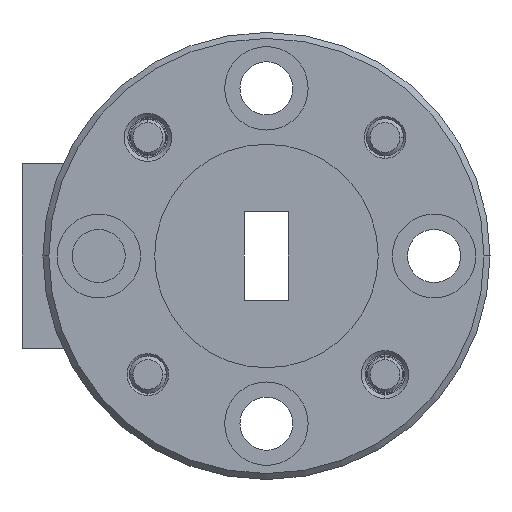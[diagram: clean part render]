
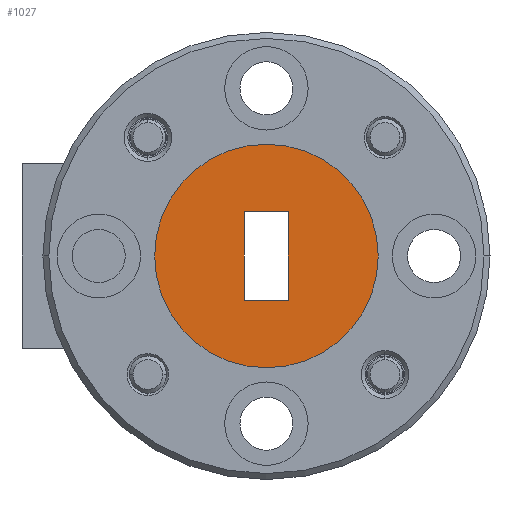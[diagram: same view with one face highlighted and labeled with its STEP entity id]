
A CAD part, left-side view. The second image highlights one B-rep face of the part: STEP entity #1027.
In plain terms, the highlighted planar face has unit normal (-1, 0, 0).
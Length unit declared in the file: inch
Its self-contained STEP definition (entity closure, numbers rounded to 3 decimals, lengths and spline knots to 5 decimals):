
#17 = DIRECTION ( 'NONE',  ( 0., -1., 0. ) ) ;
#66 = CIRCLE ( 'NONE', #3709, 0.1875 ) ;
#124 = ORIENTED_EDGE ( 'NONE', *, *, #3512, .F. ) ;
#350 = CARTESIAN_POINT ( 'NONE',  ( -2.84113, 0.83239, 0.28735 ) ) ;
#401 = VECTOR ( 'NONE', #17, 39.37008 ) ;
#454 = EDGE_CURVE ( 'NONE', #2931, #2394, #1305, .T. ) ;
#599 = CARTESIAN_POINT ( 'NONE',  ( -2.84113, 0.83239, 0.36135 ) ) ;
#664 = LINE ( 'NONE', #2451, #834 ) ;
#732 = CARTESIAN_POINT ( 'NONE',  ( -2.84113, 0.79539, 0.28735 ) ) ;
#834 = VECTOR ( 'NONE', #2190, 39.37008 ) ;
#849 = ORIENTED_EDGE ( 'NONE', *, *, #3974, .T. ) ;
#982 = CARTESIAN_POINT ( 'NONE',  ( -2.84113, 0.75839, 0.36135 ) ) ;
#1027 = ADVANCED_FACE ( 'NONE', ( #3958, #1838 ), #2404, .T. ) ;
#1078 = VERTEX_POINT ( 'NONE', #2746 ) ;
#1127 = DIRECTION ( 'NONE',  ( 0., 1., 0. ) ) ;
#1305 = LINE ( 'NONE', #2379, #401 ) ;
#1393 = EDGE_CURVE ( 'NONE', #1078, #2425, #664, .T. ) ;
#1395 = CARTESIAN_POINT ( 'NONE',  ( -2.84113, 0.79539, 0.28735 ) ) ;
#1471 = DIRECTION ( 'NONE',  ( 1., 0., 0. ) ) ;
#1765 = VERTEX_POINT ( 'NONE', #2737 ) ;
#1838 = FACE_OUTER_BOUND ( 'NONE', #4074, .T. ) ;
#1943 = ORIENTED_EDGE ( 'NONE', *, *, #3025, .T. ) ;
#1963 = CARTESIAN_POINT ( 'NONE',  ( -2.84113, 0.75839, 0.28735 ) ) ;
#2047 = ORIENTED_EDGE ( 'NONE', *, *, #2552, .F. ) ;
#2072 = AXIS2_PLACEMENT_3D ( 'NONE', #732, #2431, #2447 ) ;
#2078 = DIRECTION ( 'NONE',  ( 1., 0., 0. ) ) ;
#2190 = DIRECTION ( 'NONE',  ( 0., 1., 0. ) ) ;
#2379 = CARTESIAN_POINT ( 'NONE',  ( -2.84113, 0.79539, 0.36135 ) ) ;
#2394 = VERTEX_POINT ( 'NONE', #982 ) ;
#2404 = PLANE ( 'NONE',  #2072 ) ;
#2425 = VERTEX_POINT ( 'NONE', #2475 ) ;
#2431 = DIRECTION ( 'NONE',  ( -1., 0., 0. ) ) ;
#2436 = CARTESIAN_POINT ( 'NONE',  ( -2.84113, 0.60789, 0.28735 ) ) ;
#2441 = DIRECTION ( 'NONE',  ( 0., 1., 0. ) ) ;
#2447 = DIRECTION ( 'NONE',  ( 0., -1., 0. ) ) ;
#2451 = CARTESIAN_POINT ( 'NONE',  ( -2.84113, 0.79539, 0.21335 ) ) ;
#2475 = CARTESIAN_POINT ( 'NONE',  ( -2.84113, 0.83239, 0.21335 ) ) ;
#2552 = EDGE_CURVE ( 'NONE', #1765, #4146, #2895, .T. ) ;
#2710 = VECTOR ( 'NONE', #3427, 39.37008 ) ;
#2737 = CARTESIAN_POINT ( 'NONE',  ( -2.84113, 0.98289, 0.28735 ) ) ;
#2746 = CARTESIAN_POINT ( 'NONE',  ( -2.84113, 0.75839, 0.21335 ) ) ;
#2825 = CARTESIAN_POINT ( 'NONE',  ( -2.84113, 0.79539, 0.28735 ) ) ;
#2895 = CIRCLE ( 'NONE', #3053, 0.1875 ) ;
#2931 = VERTEX_POINT ( 'NONE', #599 ) ;
#3025 = EDGE_CURVE ( 'NONE', #2425, #2931, #3579, .T. ) ;
#3053 = AXIS2_PLACEMENT_3D ( 'NONE', #2825, #1471, #1127 ) ;
#3320 = ORIENTED_EDGE ( 'NONE', *, *, #454, .T. ) ;
#3427 = DIRECTION ( 'NONE',  ( 0., 0., -1. ) ) ;
#3512 = EDGE_CURVE ( 'NONE', #4146, #1765, #66, .T. ) ;
#3579 = LINE ( 'NONE', #350, #4176 ) ;
#3607 = LINE ( 'NONE', #1963, #2710 ) ;
#3644 = ORIENTED_EDGE ( 'NONE', *, *, #1393, .T. ) ;
#3679 = DIRECTION ( 'NONE',  ( 0., 0., 1. ) ) ;
#3709 = AXIS2_PLACEMENT_3D ( 'NONE', #1395, #2078, #2441 ) ;
#3958 = FACE_BOUND ( 'NONE', #4190, .T. ) ;
#3974 = EDGE_CURVE ( 'NONE', #2394, #1078, #3607, .T. ) ;
#4074 = EDGE_LOOP ( 'NONE', ( #2047, #124 ) ) ;
#4146 = VERTEX_POINT ( 'NONE', #2436 ) ;
#4176 = VECTOR ( 'NONE', #3679, 39.37008 ) ;
#4190 = EDGE_LOOP ( 'NONE', ( #3320, #849, #3644, #1943 ) ) ;
